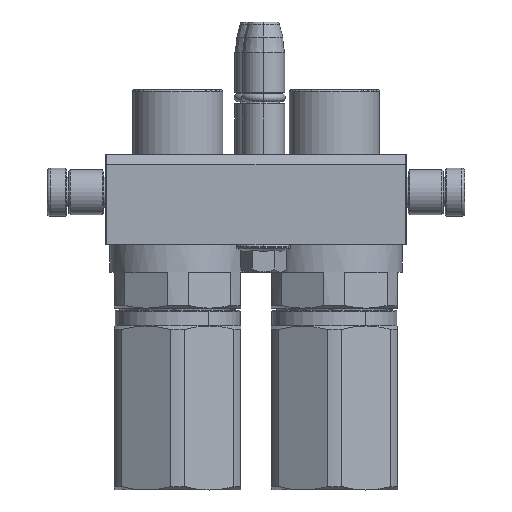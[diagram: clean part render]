
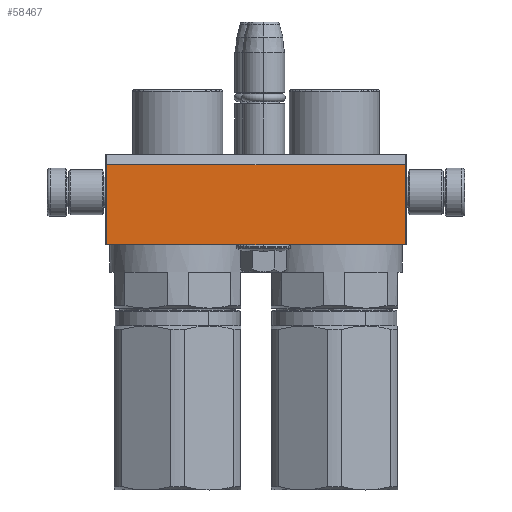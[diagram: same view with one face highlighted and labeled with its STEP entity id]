
A CAD part, left-side view. The second image highlights one B-rep face of the part: STEP entity #58467.
In plain terms, the highlighted face is planar.
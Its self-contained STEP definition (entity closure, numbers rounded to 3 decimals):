
#2471 = EDGE_CURVE ( 'NONE', #26982, #54941, #54086, .T. ) ;
#6086 = CARTESIAN_POINT ( 'NONE',  ( -49.5, -15., 56. ) ) ;
#7493 = LINE ( 'NONE', #50922, #62096 ) ;
#12247 = AXIS2_PLACEMENT_3D ( 'NONE', #53222, #37295, #63729 ) ;
#14083 = CARTESIAN_POINT ( 'NONE',  ( 49.5, 11.536, 56. ) ) ;
#16864 = CARTESIAN_POINT ( 'NONE',  ( -49.5, -15., 56. ) ) ;
#16993 = CARTESIAN_POINT ( 'NONE',  ( -49.5, 11.536, 56. ) ) ;
#17282 = PLANE ( 'NONE',  #12247 ) ;
#18594 = ORIENTED_EDGE ( 'NONE', *, *, #45835, .T. ) ;
#21027 = DIRECTION ( 'NONE',  ( 0., 1., 0. ) ) ;
#26982 = VERTEX_POINT ( 'NONE', #39155 ) ;
#27370 = DIRECTION ( 'NONE',  ( 1., 0., 0. ) ) ;
#27741 = VECTOR ( 'NONE', #42059, 1000. ) ;
#30342 = FACE_OUTER_BOUND ( 'NONE', #52563, .T. ) ;
#32147 = VERTEX_POINT ( 'NONE', #6086 ) ;
#35642 = CARTESIAN_POINT ( 'NONE',  ( -49.5, -15., 56. ) ) ;
#36361 = VECTOR ( 'NONE', #45508, 1000. ) ;
#37295 = DIRECTION ( 'NONE',  ( 0., 0., 1. ) ) ;
#39155 = CARTESIAN_POINT ( 'NONE',  ( -49.5, 11.536, 56. ) ) ;
#42059 = DIRECTION ( 'NONE',  ( 0., 1., 0. ) ) ;
#44254 = ORIENTED_EDGE ( 'NONE', *, *, #60368, .T. ) ;
#45508 = DIRECTION ( 'NONE',  ( 1., 0., 0. ) ) ;
#45835 = EDGE_CURVE ( 'NONE', #32147, #47289, #54793, .T. ) ;
#47289 = VERTEX_POINT ( 'NONE', #58714 ) ;
#50865 = VECTOR ( 'NONE', #27370, 1000. ) ;
#50922 = CARTESIAN_POINT ( 'NONE',  ( 49.5, -15., 56. ) ) ;
#52563 = EDGE_LOOP ( 'NONE', ( #18594, #44254, #53436, #56566 ) ) ;
#53222 = CARTESIAN_POINT ( 'NONE',  ( -50., -15., 56. ) ) ;
#53436 = ORIENTED_EDGE ( 'NONE', *, *, #2471, .F. ) ;
#54086 = LINE ( 'NONE', #16993, #50865 ) ;
#54793 = LINE ( 'NONE', #35642, #36361 ) ;
#54941 = VERTEX_POINT ( 'NONE', #14083 ) ;
#56566 = ORIENTED_EDGE ( 'NONE', *, *, #63116, .F. ) ;
#58467 = ADVANCED_FACE ( 'NONE', ( #30342 ), #17282, .T. ) ;
#58714 = CARTESIAN_POINT ( 'NONE',  ( 49.5, -15., 56. ) ) ;
#58982 = LINE ( 'NONE', #16864, #27741 ) ;
#60368 = EDGE_CURVE ( 'NONE', #47289, #54941, #7493, .T. ) ;
#62096 = VECTOR ( 'NONE', #21027, 1000. ) ;
#63116 = EDGE_CURVE ( 'NONE', #32147, #26982, #58982, .T. ) ;
#63729 = DIRECTION ( 'NONE',  ( 1., 0., 0. ) ) ;
